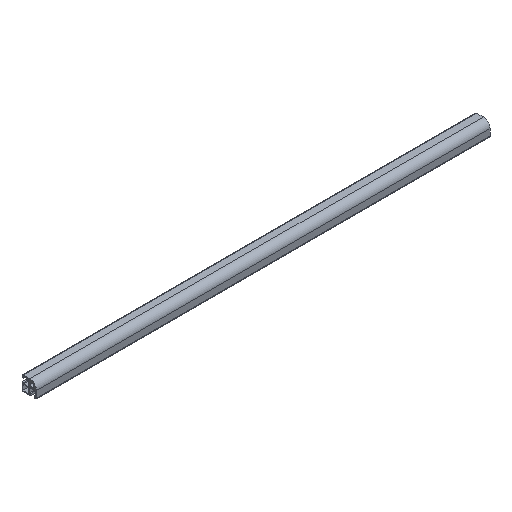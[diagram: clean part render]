
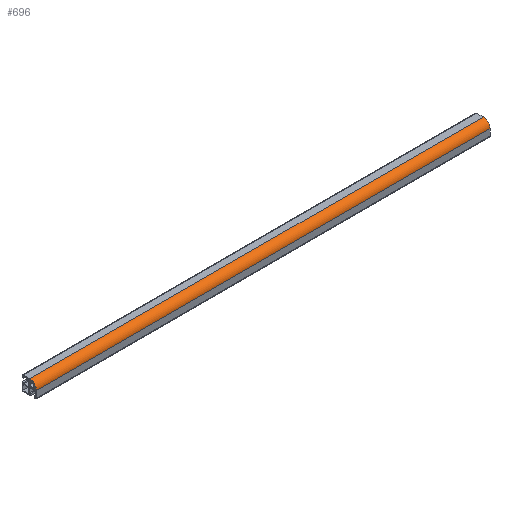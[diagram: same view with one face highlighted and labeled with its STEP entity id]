
A CAD part, isometric view. The second image highlights one B-rep face of the part: STEP entity #696.
In plain terms, the highlighted cylindrical face has radius 15 mm (diameter 30 mm), a partial arc.
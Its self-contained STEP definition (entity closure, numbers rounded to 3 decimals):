
#51=FACE_OUTER_BOUND('',#87,.T.);
#87=EDGE_LOOP('',(#498,#499,#500,#501));
#136=LINE('',#1028,#220);
#137=LINE('',#1031,#221);
#220=VECTOR('',#829,1000.);
#221=VECTOR('',#832,1000.);
#292=CIRCLE('',#749,15.);
#293=CIRCLE('',#750,15.);
#320=VERTEX_POINT('',#1024);
#321=VERTEX_POINT('',#1025);
#322=VERTEX_POINT('',#1027);
#323=VERTEX_POINT('',#1029);
#392=EDGE_CURVE('',#320,#321,#292,.T.);
#393=EDGE_CURVE('',#322,#321,#136,.T.);
#394=EDGE_CURVE('',#323,#322,#293,.F.);
#395=EDGE_CURVE('',#323,#320,#137,.T.);
#498=ORIENTED_EDGE('',*,*,#392,.T.);
#499=ORIENTED_EDGE('',*,*,#393,.F.);
#500=ORIENTED_EDGE('',*,*,#394,.F.);
#501=ORIENTED_EDGE('',*,*,#395,.T.);
#683=CYLINDRICAL_SURFACE('',#748,15.);
#696=ADVANCED_FACE('',(#51),#683,.T.);
#748=AXIS2_PLACEMENT_3D('',#1023,#825,#826);
#749=AXIS2_PLACEMENT_3D('',#1026,#827,#828);
#750=AXIS2_PLACEMENT_3D('',#1030,#830,#831);
#825=DIRECTION('center_axis',(1.,0.,0.));
#826=DIRECTION('ref_axis',(0.,0.,-1.));
#827=DIRECTION('center_axis',(-1.,0.,0.));
#828=DIRECTION('ref_axis',(0.,0.,-1.));
#829=DIRECTION('',(1.,0.,0.));
#830=DIRECTION('center_axis',(1.,0.,0.));
#831=DIRECTION('ref_axis',(0.,0.,-1.));
#832=DIRECTION('',(1.,0.,0.));
#1023=CARTESIAN_POINT('Origin',(914.465,152.663,904.228));
#1024=CARTESIAN_POINT('',(1014.465,137.663,904.228));
#1025=CARTESIAN_POINT('',(1014.465,152.663,919.228));
#1026=CARTESIAN_POINT('Origin',(1014.465,152.663,904.228));
#1027=CARTESIAN_POINT('',(14.465,152.663,919.228));
#1028=CARTESIAN_POINT('',(914.465,152.663,919.228));
#1029=CARTESIAN_POINT('',(14.465,137.663,904.228));
#1030=CARTESIAN_POINT('Origin',(14.465,152.663,904.228));
#1031=CARTESIAN_POINT('',(914.465,137.663,904.228));
